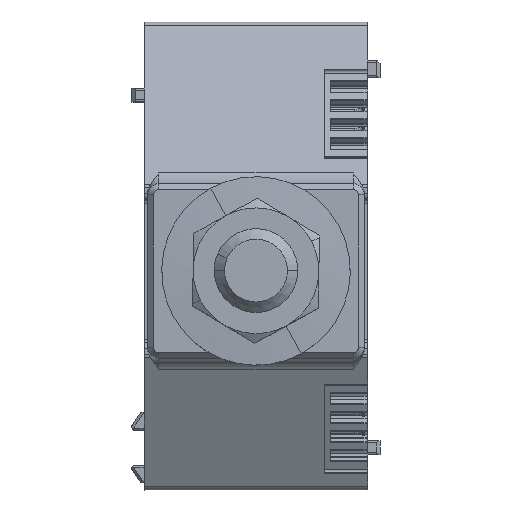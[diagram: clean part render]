
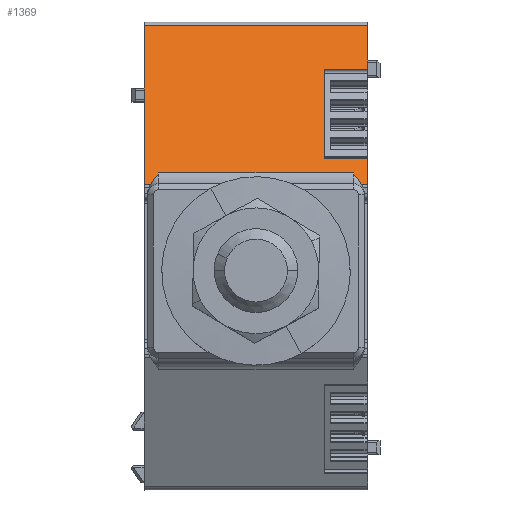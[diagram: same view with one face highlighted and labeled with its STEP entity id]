
A CAD part, top view. The second image highlights one B-rep face of the part: STEP entity #1369.
In plain terms, the highlighted planar face has unit normal (0, 0.478, 0.878).
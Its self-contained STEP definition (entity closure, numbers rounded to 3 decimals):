
#1273=AXIS2_PLACEMENT_3D('Plane Axis2P3D',#1270,#1271,#1272) ;
#245=CARTESIAN_POINT('Vertex',(1.8,43.701,22.428)) ;
#248=CARTESIAN_POINT('Line Origine',(1.8,55.089,16.235)) ;
#252=CARTESIAN_POINT('Vertex',(1.8,66.478,10.041)) ;
#1250=CARTESIAN_POINT('Line Origine',(33.55,43.701,22.428)) ;
#1254=CARTESIAN_POINT('Vertex',(2.694,43.701,22.428)) ;
#1270=CARTESIAN_POINT('Axis2P3D Location',(17.8,43.8,22.375)) ;
#1276=CARTESIAN_POINT('Control Point',(2.694,43.701,22.428)) ;
#1277=CARTESIAN_POINT('Control Point',(2.851,43.997,22.267)) ;
#1278=CARTESIAN_POINT('Control Point',(3.034,44.278,22.115)) ;
#1279=CARTESIAN_POINT('Control Point',(3.23,44.544,21.97)) ;
#1280=CARTESIAN_POINT('Control Point',(3.485,44.866,21.795)) ;
#1281=CARTESIAN_POINT('Control Point',(3.746,45.181,21.623)) ;
#1282=CARTESIAN_POINT('Control Point',(3.797,45.243,21.59)) ;
#1283=CARTESIAN_POINT('Control Point',(3.849,45.305,21.556)) ;
#1284=CARTESIAN_POINT('Control Point',(3.9,45.367,21.523)) ;
#1285=CARTESIAN_POINT('Vertex',(3.9,45.367,21.523)) ;
#1288=CARTESIAN_POINT('Line Origine',(17.8,45.367,21.523)) ;
#1292=CARTESIAN_POINT('Vertex',(31.7,45.367,21.523)) ;
#1296=CARTESIAN_POINT('Control Point',(32.906,43.701,22.428)) ;
#1297=CARTESIAN_POINT('Control Point',(32.749,43.997,22.267)) ;
#1298=CARTESIAN_POINT('Control Point',(32.566,44.278,22.115)) ;
#1299=CARTESIAN_POINT('Control Point',(32.37,44.544,21.97)) ;
#1300=CARTESIAN_POINT('Control Point',(32.115,44.866,21.795)) ;
#1301=CARTESIAN_POINT('Control Point',(31.854,45.181,21.623)) ;
#1302=CARTESIAN_POINT('Control Point',(31.803,45.243,21.59)) ;
#1303=CARTESIAN_POINT('Control Point',(31.751,45.305,21.556)) ;
#1304=CARTESIAN_POINT('Control Point',(31.7,45.367,21.523)) ;
#1305=CARTESIAN_POINT('Vertex',(32.906,43.701,22.428)) ;
#1308=CARTESIAN_POINT('Line Origine',(33.353,43.701,22.428)) ;
#1312=CARTESIAN_POINT('Vertex',(33.8,43.701,22.428)) ;
#1315=CARTESIAN_POINT('Line Origine',(33.8,45.65,21.368)) ;
#1319=CARTESIAN_POINT('Vertex',(33.8,47.599,20.308)) ;
#1322=CARTESIAN_POINT('Line Origine',(30.7,47.599,20.308)) ;
#1326=CARTESIAN_POINT('Vertex',(27.6,47.599,20.308)) ;
#1329=CARTESIAN_POINT('Line Origine',(27.6,53.925,16.868)) ;
#1333=CARTESIAN_POINT('Vertex',(27.6,60.25,13.428)) ;
#1336=CARTESIAN_POINT('Line Origine',(30.7,60.25,13.428)) ;
#1340=CARTESIAN_POINT('Vertex',(33.8,60.25,13.428)) ;
#1343=CARTESIAN_POINT('Line Origine',(33.8,63.364,11.735)) ;
#1347=CARTESIAN_POINT('Vertex',(33.8,66.478,10.041)) ;
#1350=CARTESIAN_POINT('Line Origine',(17.8,66.478,10.041)) ;
#249=DIRECTION('Vector Direction',(0.,-0.878,0.478)) ;
#1251=DIRECTION('Vector Direction',(1.,0.,0.)) ;
#1271=DIRECTION('Axis2P3D Direction',(0.,-0.478,-0.878)) ;
#1272=DIRECTION('Axis2P3D XDirection',(0.,0.878,-0.478)) ;
#1289=DIRECTION('Vector Direction',(1.,0.,0.)) ;
#1309=DIRECTION('Vector Direction',(-1.,0.,0.)) ;
#1316=DIRECTION('Vector Direction',(0.,-0.878,0.478)) ;
#1323=DIRECTION('Vector Direction',(-1.,0.,0.)) ;
#1330=DIRECTION('Vector Direction',(0.,0.878,-0.478)) ;
#1337=DIRECTION('Vector Direction',(-1.,0.,0.)) ;
#1344=DIRECTION('Vector Direction',(0.,-0.878,0.478)) ;
#1351=DIRECTION('Vector Direction',(1.,0.,0.)) ;
#250=VECTOR('Line Direction',#249,1.) ;
#1252=VECTOR('Line Direction',#1251,1.) ;
#1290=VECTOR('Line Direction',#1289,1.) ;
#1310=VECTOR('Line Direction',#1309,1.) ;
#1317=VECTOR('Line Direction',#1316,1.) ;
#1324=VECTOR('Line Direction',#1323,1.) ;
#1331=VECTOR('Line Direction',#1330,1.) ;
#1338=VECTOR('Line Direction',#1337,1.) ;
#1345=VECTOR('Line Direction',#1344,1.) ;
#1352=VECTOR('Line Direction',#1351,1.) ;
#1356=ORIENTED_EDGE('',*,*,#254,.F.) ;
#1357=ORIENTED_EDGE('',*,*,#1256,.T.) ;
#1358=ORIENTED_EDGE('',*,*,#1287,.F.) ;
#1359=ORIENTED_EDGE('',*,*,#1294,.F.) ;
#1360=ORIENTED_EDGE('',*,*,#1307,.F.) ;
#1361=ORIENTED_EDGE('',*,*,#1314,.T.) ;
#1362=ORIENTED_EDGE('',*,*,#1321,.T.) ;
#1363=ORIENTED_EDGE('',*,*,#1328,.T.) ;
#1364=ORIENTED_EDGE('',*,*,#1335,.T.) ;
#1365=ORIENTED_EDGE('',*,*,#1342,.F.) ;
#1366=ORIENTED_EDGE('',*,*,#1349,.T.) ;
#1367=ORIENTED_EDGE('',*,*,#1354,.F.) ;
#1369=ADVANCED_FACE('Brep With Voids',(#1368),#1274,.F.) ;
#1275=B_SPLINE_CURVE_WITH_KNOTS('',5,(#1276,#1277,#1278,#1279,#1280,#1281,#1282,#1283,#1284),.UNSPECIFIED.,.F.,.U.,(6,3,6),(0.,2.559,3.186),.UNSPECIFIED.) ;
#1295=B_SPLINE_CURVE_WITH_KNOTS('',5,(#1296,#1297,#1298,#1299,#1300,#1301,#1302,#1303,#1304),.UNSPECIFIED.,.F.,.U.,(6,3,6),(0.,2.559,3.186),.UNSPECIFIED.) ;
#254=EDGE_CURVE('',#246,#253,#251,.F.) ;
#1256=EDGE_CURVE('',#246,#1255,#1253,.T.) ;
#1287=EDGE_CURVE('',#1286,#1255,#1275,.F.) ;
#1294=EDGE_CURVE('',#1293,#1286,#1291,.F.) ;
#1307=EDGE_CURVE('',#1306,#1293,#1295,.T.) ;
#1314=EDGE_CURVE('',#1306,#1313,#1311,.F.) ;
#1321=EDGE_CURVE('',#1313,#1320,#1318,.F.) ;
#1328=EDGE_CURVE('',#1320,#1327,#1325,.T.) ;
#1335=EDGE_CURVE('',#1327,#1334,#1332,.T.) ;
#1342=EDGE_CURVE('',#1341,#1334,#1339,.T.) ;
#1349=EDGE_CURVE('',#1341,#1348,#1346,.F.) ;
#1354=EDGE_CURVE('',#253,#1348,#1353,.T.) ;
#1355=EDGE_LOOP('',(#1356,#1357,#1358,#1359,#1360,#1361,#1362,#1363,#1364,#1365,#1366,#1367)) ;
#1368=FACE_OUTER_BOUND('',#1355,.T.) ;
#251=LINE('Line',#248,#250) ;
#1253=LINE('Line',#1250,#1252) ;
#1291=LINE('Line',#1288,#1290) ;
#1311=LINE('Line',#1308,#1310) ;
#1318=LINE('Line',#1315,#1317) ;
#1325=LINE('Line',#1322,#1324) ;
#1332=LINE('Line',#1329,#1331) ;
#1339=LINE('Line',#1336,#1338) ;
#1346=LINE('Line',#1343,#1345) ;
#1353=LINE('Line',#1350,#1352) ;
#1274=PLANE('',#1273) ;
#246=VERTEX_POINT('',#245) ;
#253=VERTEX_POINT('',#252) ;
#1255=VERTEX_POINT('',#1254) ;
#1286=VERTEX_POINT('',#1285) ;
#1293=VERTEX_POINT('',#1292) ;
#1306=VERTEX_POINT('',#1305) ;
#1313=VERTEX_POINT('',#1312) ;
#1320=VERTEX_POINT('',#1319) ;
#1327=VERTEX_POINT('',#1326) ;
#1334=VERTEX_POINT('',#1333) ;
#1341=VERTEX_POINT('',#1340) ;
#1348=VERTEX_POINT('',#1347) ;
